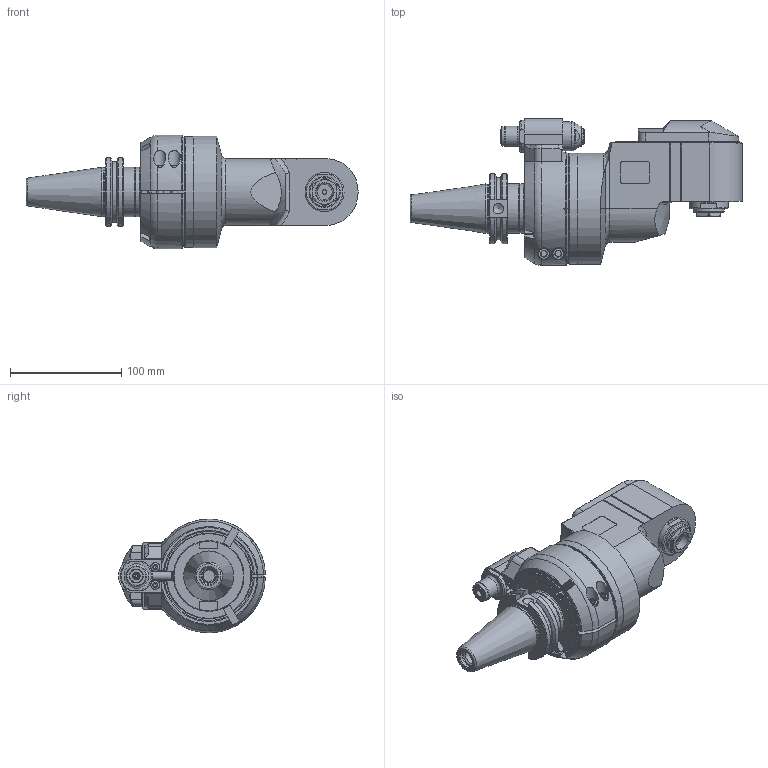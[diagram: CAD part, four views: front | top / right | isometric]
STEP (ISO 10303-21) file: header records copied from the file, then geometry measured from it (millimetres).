
FILE_DESCRIPTION(/* description */ (''),/* implementation_level */ '2;1');
FILE_NAME(/* name */ '9.FR9.130C0-1C40.stp',/* time_stamp */ '2023-09-27T10:00:01-04:00',/* author */ ('jkrenzer'),/* organization */ (''),/* preprocessor_version */ 'ST-DEVELOPER v18.1',/* originating_system */ 'Autodesk Inventor 2022',/* authorisation */ '');
FILE_SCHEMA (('AUTOMOTIVE_DESIGN { 1 0 10303 214 3 1 1 }'));
Products named in the file (2): 9.FR9.130C0-1C40; FR9-13C
Assembly tree (1 placements, depth 2):
  9.FR9.130C0-1C40
    FR9-13C
Bounding box: 298.25 x 131.98 x 102 mm (x, y, z)
Volume: 1238865.1 mm3; surface area: 180353.6 mm2
Topology: 26 solids, 37 shells, 720 faces, 1732 edges, 1123 vertices
Faces by surface type: plane 302, cylinder 200, cone 165, torus 38, sphere 8, bspline 7
Full cylindrical faces by diameter (mm): 2.5 x2, 2.6 x2, 3 x2, 3.2 x4, 3.3 x4, 4 x5, 4.2 x8, 5 x13, 6 x12, 6.5 x3, 6.75 x2, 7 x2, 8 x6, 8.821 x1, 9 x1, 9.2 x1, 9.4 x2, 9.525 x1, 10 x5, 10.25 x1, 10.4 x2, 11 x2, 12 x5, 12.5 x2, 12.8 x1, 13 x1, 13.376 x1, 13.5 x1, 14 x1, 16 x1
Entity records: 51444 total; most frequent: CARTESIAN_POINT 34567, DIRECTION 3594, ORIENTED_EDGE 3388, EDGE_CURVE 1705, AXIS2_PLACEMENT_3D 1415, VERTEX_POINT 1123, EDGE_LOOP 844, LINE 764
